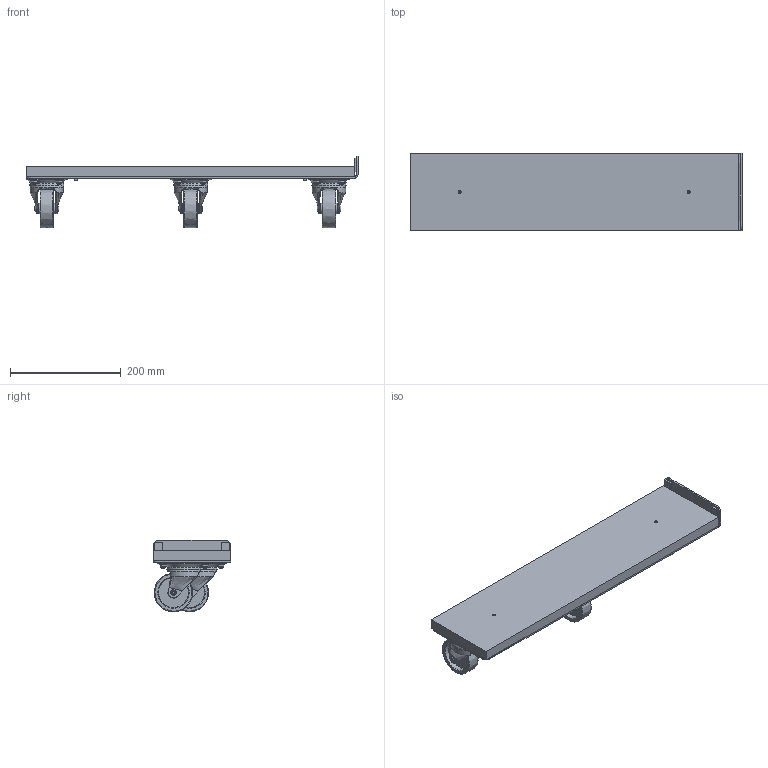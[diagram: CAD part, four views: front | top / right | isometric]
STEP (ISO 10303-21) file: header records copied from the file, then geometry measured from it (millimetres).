
FILE_DESCRIPTION(/* description */ ('Q-Mover'),/* implementation_level */ '2;1');
FILE_NAME(/* name */ 'HF.V.27063.00 Q-Mover vormontiert.stp',/* time_stamp */ '2023-06-06T10:01:34+02:00',/* author */ ('mirudolph'),/* organization */ ('asecos® GmbH'),/* preprocessor_version */ 'ST-DEVELOPER v17.2',/* originating_system */ 'Autodesk Inventor 2019',/* authorisation */ '');
FILE_SCHEMA (('AUTOMOTIVE_DESIGN { 1 0 10303 214 3 1 1 }'));
Length unit declared in the file: millimetre
Products named in the file (15): HF.V.27063.00 Q-Mover vormontiert; ML.23528.00 Platte; K.9441 Filzgleiter selbstklebend 25x15x3; B.23527 Apparatelenkrolle; B.23527 Apparatelenkrolle_1; B.23527 Apparatelenkrolle_2; B.23527 Apparatelenkrolle Platte; B.23527 Apparatelenkrolle Gehäuse; B.23527 Apparatelenkrolle Rolle; B.23527 Apparatelenkrolle Achse; B.14133 Senkkopfschraube M6x14 ISO 10642 vz; B.1030 Scheibe ø6,4 DIN 125 vz; B.5607 Skt-Mutter M6 mit Klemmteil DIN 985 vz; B.7282 Bodenträger ø5 vz; H.24255.00 Unterlegplatte
Assembly tree (57 placements, depth 3):
  HF.V.27063.00 Q-Mover vormontiert
    ML.23528.00 Platte
    K.9441 Filzgleiter selbstklebend 25x15x3  x2
    B.23527 Apparatelenkrolle
      B.23527 Apparatelenkrolle Platte
      B.23527 Apparatelenkrolle Gehäuse
      B.23527 Apparatelenkrolle Rolle
      B.23527 Apparatelenkrolle Achse
    B.23527 Apparatelenkrolle_1
      B.23527 Apparatelenkrolle Platte
      B.23527 Apparatelenkrolle Gehäuse
      B.23527 Apparatelenkrolle Rolle
      B.23527 Apparatelenkrolle Achse
    B.23527 Apparatelenkrolle_2
      B.23527 Apparatelenkrolle Platte
      B.23527 Apparatelenkrolle Gehäuse
      B.23527 Apparatelenkrolle Rolle
      B.23527 Apparatelenkrolle Achse
    B.14133 Senkkopfschraube M6x14 ISO 10642 vz  x12
    B.1030 Scheibe ø6,4 DIN 125 vz  x12
    B.5607 Skt-Mutter M6 mit Klemmteil DIN 985 vz  x12
    B.7282 Bodenträger ø5 vz  x2
    H.24255.00 Unterlegplatte
Bounding box: 600 x 140 x 129.97 mm (x, y, z)
Volume: 2140825.4 mm3; surface area: 544690.2 mm2
Topology: 54 solids, 54 shells, 958 faces, 2501 edges, 1700 vertices
Faces by surface type: plane 449, cylinder 310, cone 106, torus 48, bspline 45
Full cylindrical faces by diameter (mm): 4.917 x12, 5 x6, 5.3 x2, 6 x12, 6.4 x12, 7 x8, 8 x12, 8.9 x12, 9 x12, 12 x24
Entity records: 7989 total; most frequent: CARTESIAN_POINT 1624, DIRECTION 1355, ORIENTED_EDGE 1110, AXIS2_PLACEMENT_3D 559, EDGE_CURVE 555, VERTEX_POINT 387, CIRCLE 298, EDGE_LOOP 270
